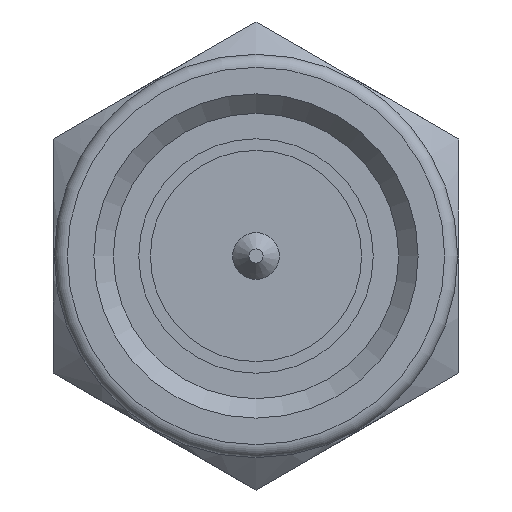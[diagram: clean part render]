
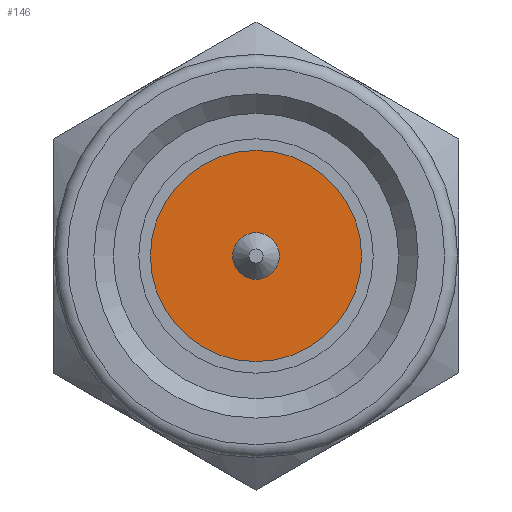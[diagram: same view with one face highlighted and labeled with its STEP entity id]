
A CAD part, left-side view. The second image highlights one B-rep face of the part: STEP entity #146.
In plain terms, the highlighted planar face has unit normal (-1, 0, 0).
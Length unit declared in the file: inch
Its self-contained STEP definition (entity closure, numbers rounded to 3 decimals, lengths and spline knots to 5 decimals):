
#146 = ADVANCED_FACE( '', ( #312, #313 ), #314, .F. );
#312 = FACE_OUTER_BOUND( '', #542, .T. );
#313 = FACE_BOUND( '', #543, .T. );
#314 = PLANE( '', #544 );
#542 = EDGE_LOOP( '', ( #775 ) );
#543 = EDGE_LOOP( '', ( #776 ) );
#544 = AXIS2_PLACEMENT_3D( '', #777, #778, #779 );
#775 = ORIENTED_EDGE( '', *, *, #1128, .F. );
#776 = ORIENTED_EDGE( '', *, *, #1129, .T. );
#777 = CARTESIAN_POINT( '', ( -0.296, 0.018, 0. ) );
#778 = DIRECTION( '', ( 1., 0., 0. ) );
#779 = DIRECTION( '', ( 0., 0., -1. ) );
#1128 = EDGE_CURVE( '', #1271, #1271, #1272, .T. );
#1129 = EDGE_CURVE( '', #1273, #1273, #1274, .T. );
#1271 = VERTEX_POINT( '', #1465 );
#1272 = CIRCLE( '', #1466, 0.0814 );
#1273 = VERTEX_POINT( '', #1467 );
#1274 = CIRCLE( '', #1468, 0.018 );
#1465 = CARTESIAN_POINT( '', ( -0.296, 0., -0.0814 ) );
#1466 = AXIS2_PLACEMENT_3D( '', #1786, #1787, #1788 );
#1467 = CARTESIAN_POINT( '', ( -0.296, 0., -0.018 ) );
#1468 = AXIS2_PLACEMENT_3D( '', #1789, #1790, #1791 );
#1786 = CARTESIAN_POINT( '', ( -0.296, 0., 0. ) );
#1787 = DIRECTION( '', ( 1., 0., 0. ) );
#1788 = DIRECTION( '', ( 0., 0., -1. ) );
#1789 = CARTESIAN_POINT( '', ( -0.296, 0., 0. ) );
#1790 = DIRECTION( '', ( 1., 0., 0. ) );
#1791 = DIRECTION( '', ( 0., 0., -1. ) );
